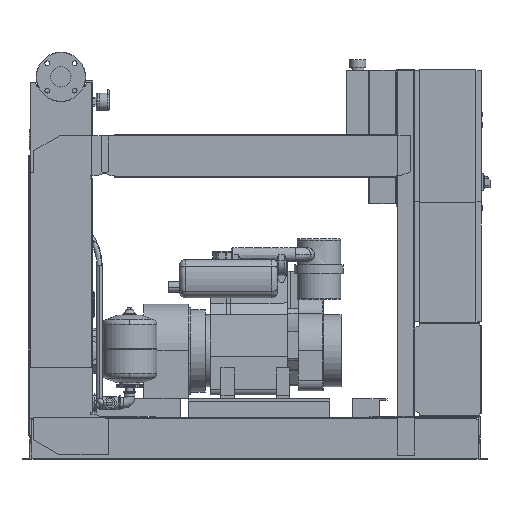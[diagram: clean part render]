
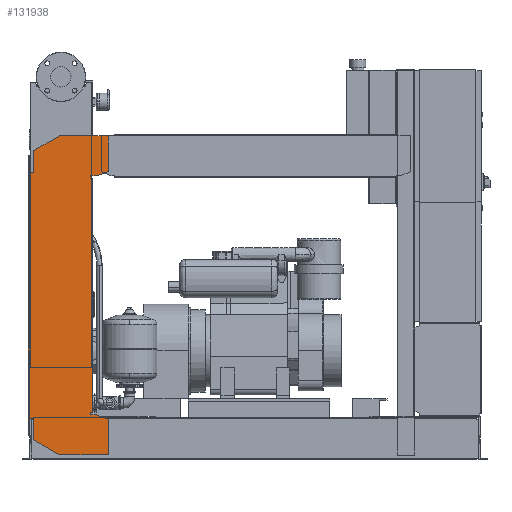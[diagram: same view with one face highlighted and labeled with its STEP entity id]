
A CAD part, front view. The second image highlights one B-rep face of the part: STEP entity #131938.
In plain terms, the highlighted free-form (B-spline) face has degree [1, 1] with [2, 2] control points.
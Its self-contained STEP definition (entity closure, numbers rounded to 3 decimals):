
#131423=CARTESIAN_POINT('',(-102.0,-463.5,1076.0));
#131424=VERTEX_POINT('',#131423);
#131431=CARTESIAN_POINT('',(-102.0,-463.5,1158.574));
#131432=VERTEX_POINT('',#131431);
#131433=CARTESIAN_POINT('',(-102.0,-463.5,1076.0));
#131434=DIRECTION('',(0.0,0.0,1.0));
#131435=VECTOR('',#131434,82.574);
#131436=LINE('',#131433,#131435);
#131437=EDGE_CURVE('',#131424,#131432,#131436,.T.);
#131455=CARTESIAN_POINT('',(-6.,-463.5,1214.0));
#131456=VERTEX_POINT('',#131455);
#131457=CARTESIAN_POINT('',(-102.0,-463.5,1158.574));
#131458=DIRECTION('',(0.866,0.0,0.5));
#131459=VECTOR('',#131458,110.851);
#131460=LINE('',#131457,#131459);
#131461=EDGE_CURVE('',#131432,#131456,#131460,.T.);
#131479=CARTESIAN_POINT('',(177.0,-463.5,1214.0));
#131480=VERTEX_POINT('',#131479);
#131481=CARTESIAN_POINT('',(-6.,-463.5,1214.0));
#131482=DIRECTION('',(1.0,0.0,0.0));
#131483=VECTOR('',#131482,183.0);
#131484=LINE('',#131481,#131483);
#131485=EDGE_CURVE('',#131456,#131480,#131484,.T.);
#131503=CARTESIAN_POINT('',(177.0,-463.5,1080.379));
#131504=VERTEX_POINT('',#131503);
#131505=CARTESIAN_POINT('',(177.0,-463.5,1214.0));
#131506=DIRECTION('',(0.0,0.0,-1.0));
#131507=VECTOR('',#131506,133.621);
#131508=LINE('',#131505,#131507);
#131509=EDGE_CURVE('',#131480,#131504,#131508,.T.);
#131527=CARTESIAN_POINT('',(132.,-463.5,1064.0));
#131528=VERTEX_POINT('',#131527);
#131529=CARTESIAN_POINT('',(177.0,-463.5,1080.379));
#131530=DIRECTION('',(-0.94,0.0,-0.342));
#131531=VECTOR('',#131530,47.888);
#131532=LINE('',#131529,#131531);
#131533=EDGE_CURVE('',#131504,#131528,#131532,.T.);
#131551=CARTESIAN_POINT('',(112.0,-463.5,1064.0));
#131552=VERTEX_POINT('',#131551);
#131553=CARTESIAN_POINT('',(132.,-463.5,1064.0));
#131554=DIRECTION('',(-1.0,0.0,0.0));
#131555=VECTOR('',#131554,20.);
#131556=LINE('',#131553,#131555);
#131557=EDGE_CURVE('',#131528,#131552,#131556,.T.);
#131575=CARTESIAN_POINT('',(112.0,-463.5,1056.0));
#131576=VERTEX_POINT('',#131575);
#131577=CARTESIAN_POINT('',(112.0,-463.5,1064.0));
#131578=DIRECTION('',(0.0,0.0,-1.0));
#131579=VECTOR('',#131578,8.0);
#131580=LINE('',#131577,#131579);
#131581=EDGE_CURVE('',#131552,#131576,#131580,.T.);
#131599=CARTESIAN_POINT('',(120.,-463.5,1056.0));
#131600=VERTEX_POINT('',#131599);
#131601=CARTESIAN_POINT('',(112.0,-463.5,1056.0));
#131602=DIRECTION('',(1.0,0.0,0.0));
#131603=VECTOR('',#131602,8.);
#131604=LINE('',#131601,#131603);
#131605=EDGE_CURVE('',#131576,#131600,#131604,.T.);
#131623=CARTESIAN_POINT('',(120.,-463.5,176.));
#131624=VERTEX_POINT('',#131623);
#131635=CARTESIAN_POINT('',(120.,-463.5,1056.0));
#131636=DIRECTION('',(0.0,0.0,-1.0));
#131637=VECTOR('',#131636,880.);
#131638=LINE('',#131635,#131637);
#131639=EDGE_CURVE('',#131600,#131624,#131638,.T.);
#131653=CARTESIAN_POINT('',(112.,-463.5,176.));
#131654=VERTEX_POINT('',#131653);
#131655=CARTESIAN_POINT('',(120.,-463.5,176.));
#131656=DIRECTION('',(-1.0,0.0,0.0));
#131657=VECTOR('',#131656,8.);
#131658=LINE('',#131655,#131657);
#131659=EDGE_CURVE('',#131624,#131654,#131658,.T.);
#131677=CARTESIAN_POINT('',(112.,-463.5,168.));
#131678=VERTEX_POINT('',#131677);
#131679=CARTESIAN_POINT('',(112.,-463.5,176.));
#131680=DIRECTION('',(0.0,0.0,-1.0));
#131681=VECTOR('',#131680,8.0);
#131682=LINE('',#131679,#131681);
#131683=EDGE_CURVE('',#131654,#131678,#131682,.T.);
#131701=CARTESIAN_POINT('',(132.,-463.5,168.));
#131702=VERTEX_POINT('',#131701);
#131703=CARTESIAN_POINT('',(112.,-463.5,168.));
#131704=DIRECTION('',(1.0,0.0,0.0));
#131705=VECTOR('',#131704,20.0);
#131706=LINE('',#131703,#131705);
#131707=EDGE_CURVE('',#131678,#131702,#131706,.T.);
#131725=CARTESIAN_POINT('',(177.,-463.5,151.621));
#131726=VERTEX_POINT('',#131725);
#131727=CARTESIAN_POINT('',(132.,-463.5,168.));
#131728=DIRECTION('',(0.94,0.0,-0.342));
#131729=VECTOR('',#131728,47.888);
#131730=LINE('',#131727,#131729);
#131731=EDGE_CURVE('',#131702,#131726,#131730,.T.);
#131749=CARTESIAN_POINT('',(177.,-463.5,18.0));
#131750=VERTEX_POINT('',#131749);
#131751=CARTESIAN_POINT('',(177.,-463.5,151.621));
#131752=DIRECTION('',(0.0,0.0,-1.0));
#131753=VECTOR('',#131752,133.621);
#131754=LINE('',#131751,#131753);
#131755=EDGE_CURVE('',#131726,#131750,#131754,.T.);
#131773=CARTESIAN_POINT('',(-4.,-463.5,18.0));
#131774=VERTEX_POINT('',#131773);
#131775=CARTESIAN_POINT('',(177.,-463.5,18.0));
#131776=DIRECTION('',(-1.0,0.0,0.0));
#131777=VECTOR('',#131776,181.);
#131778=LINE('',#131775,#131777);
#131779=EDGE_CURVE('',#131750,#131774,#131778,.T.);
#131797=CARTESIAN_POINT('',(-102.,-463.5,74.58));
#131798=VERTEX_POINT('',#131797);
#131799=CARTESIAN_POINT('',(-4.,-463.5,18.0));
#131800=DIRECTION('',(-0.866,0.,0.5));
#131801=VECTOR('',#131800,113.161);
#131802=LINE('',#131799,#131801);
#131803=EDGE_CURVE('',#131774,#131798,#131802,.T.);
#131821=CARTESIAN_POINT('',(-102.,-463.5,156.0));
#131822=VERTEX_POINT('',#131821);
#131823=CARTESIAN_POINT('',(-102.,-463.5,74.58));
#131824=DIRECTION('',(0.0,0.0,1.0));
#131825=VECTOR('',#131824,81.42);
#131826=LINE('',#131823,#131825);
#131827=EDGE_CURVE('',#131798,#131822,#131826,.T.);
#131845=CARTESIAN_POINT('',(-122.,-463.5,156.0));
#131846=VERTEX_POINT('',#131845);
#131847=CARTESIAN_POINT('',(-102.,-463.5,156.0));
#131848=DIRECTION('',(-1.0,0.0,0.0));
#131849=VECTOR('',#131848,20.0);
#131850=LINE('',#131847,#131849);
#131851=EDGE_CURVE('',#131822,#131846,#131850,.T.);
#131869=CARTESIAN_POINT('',(-122.0,-463.5,1076.0));
#131870=VERTEX_POINT('',#131869);
#131883=CARTESIAN_POINT('',(-122.,-463.5,156.0));
#131884=DIRECTION('',(0.0,0.0,1.0));
#131885=VECTOR('',#131884,920.0);
#131886=LINE('',#131883,#131885);
#131887=EDGE_CURVE('',#131846,#131870,#131886,.T.);
#131901=CARTESIAN_POINT('',(-122.0,-463.5,1076.0));
#131902=DIRECTION('',(1.0,0.0,0.0));
#131903=VECTOR('',#131902,20.0);
#131904=LINE('',#131901,#131903);
#131905=EDGE_CURVE('',#131870,#131424,#131904,.T.);
#131911=CARTESIAN_POINT('',(-122.,-463.5,18.0));
#131912=CARTESIAN_POINT('',(177.0,-463.5,18.0));
#131913=CARTESIAN_POINT('',(-122.,-463.5,1214.0));
#131914=CARTESIAN_POINT('',(177.0,-463.5,1214.0));
#131915=B_SPLINE_SURFACE_WITH_KNOTS('',1,1,((#131911,#131913),(#131912,#131914)),.UNSPECIFIED.,.F.,.F.,.U.,(2,2),(2,2),(0.0,299.),(0.0,1196.0),.UNSPECIFIED.);
#131916=ORIENTED_EDGE('',*,*,#131905,.F.);
#131917=ORIENTED_EDGE('',*,*,#131887,.F.);
#131918=ORIENTED_EDGE('',*,*,#131851,.F.);
#131919=ORIENTED_EDGE('',*,*,#131827,.F.);
#131920=ORIENTED_EDGE('',*,*,#131803,.F.);
#131921=ORIENTED_EDGE('',*,*,#131779,.F.);
#131922=ORIENTED_EDGE('',*,*,#131755,.F.);
#131923=ORIENTED_EDGE('',*,*,#131731,.F.);
#131924=ORIENTED_EDGE('',*,*,#131707,.F.);
#131925=ORIENTED_EDGE('',*,*,#131683,.F.);
#131926=ORIENTED_EDGE('',*,*,#131659,.F.);
#131927=ORIENTED_EDGE('',*,*,#131639,.F.);
#131928=ORIENTED_EDGE('',*,*,#131605,.F.);
#131929=ORIENTED_EDGE('',*,*,#131581,.F.);
#131930=ORIENTED_EDGE('',*,*,#131557,.F.);
#131931=ORIENTED_EDGE('',*,*,#131533,.F.);
#131932=ORIENTED_EDGE('',*,*,#131509,.F.);
#131933=ORIENTED_EDGE('',*,*,#131485,.F.);
#131934=ORIENTED_EDGE('',*,*,#131461,.F.);
#131935=ORIENTED_EDGE('',*,*,#131437,.F.);
#131936=EDGE_LOOP('',(#131916,#131917,#131918,#131919,#131920,#131921,#131922,#131923,#131924,#131925,#131926,#131927,#131928,#131929,#131930,#131931,#131932,#131933,#131934,#131935));
#131937=FACE_OUTER_BOUND('',#131936,.T.);
#131938=ADVANCED_FACE('',(#131937),#131915,.T.);
